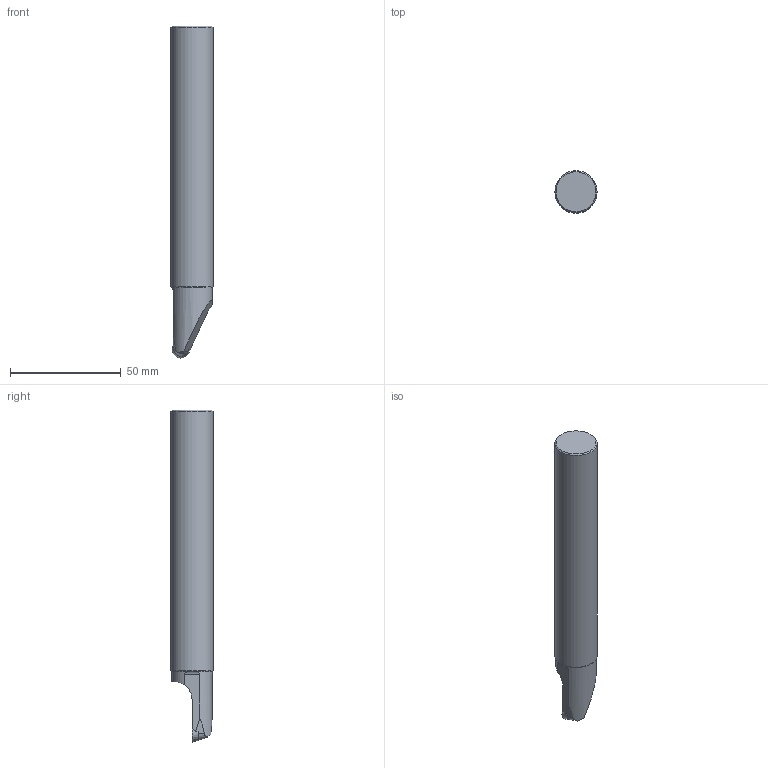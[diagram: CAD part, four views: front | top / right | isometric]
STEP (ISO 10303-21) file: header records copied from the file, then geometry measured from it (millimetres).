
FILE_DESCRIPTION(/* description */ (''),/* implementation_level */ '2;1');
FILE_NAME(/* name */ '1542078163236.stp',/* time_stamp */ '2018-11-13T08:33:05+05:00',/* author */ (''),/* organization */ ('SMS'),/* preprocessor_version */ 'ST-DEVELOPER v15',/* originating_system */ 'SIEMENS PLM Software NX 8.5',/* authorisation */ '');
FILE_SCHEMA (('AUTOMOTIVE_DESIGN { 1 0 10303 214 3 1 1 1 }'));
Length unit declared in the file: millimetre
Products named in the file (4): ASSEMBLY_CONSTRUCTION; 201738059mod000_00; 201926196mod000_00; 201926195mod000_00
Assembly tree (3 placements, depth 2):
  201926195mod000_00
    201926196mod000_00
    201738059mod000_00
    ASSEMBLY_CONSTRUCTION
Bounding box: 19.05 x 19.05 x 150 mm (x, y, z)
Volume: 37382.8 mm3; surface area: 8898 mm2
Topology: 2 solids, 2 shells, 26 faces, 61 edges, 46 vertices
Faces by surface type: plane 11, cone 7, cylinder 6, torus 2
Full cylindrical faces by diameter (mm): 2.8 x2, 19.05 x1
Entity records: 941 total; most frequent: CARTESIAN_POINT 240, DIRECTION 131, ORIENTED_EDGE 92, AXIS2_PLACEMENT_3D 59, EDGE_CURVE 46, EDGE_LOOP 39, VERTEX_POINT 35, FACE_BOUND 26
